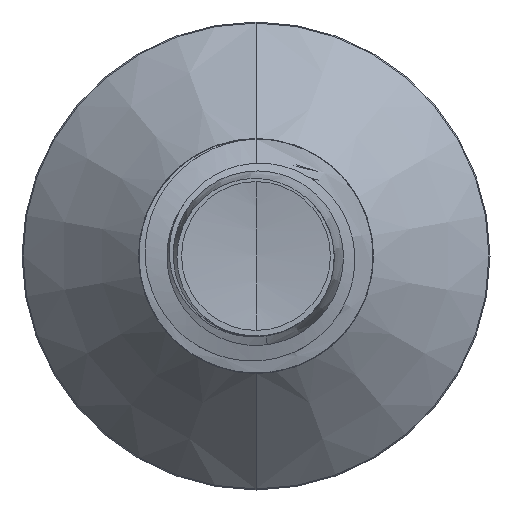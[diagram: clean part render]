
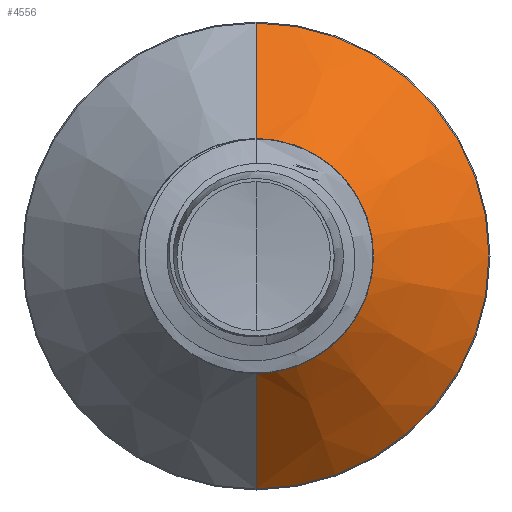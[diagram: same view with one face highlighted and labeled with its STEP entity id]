
A CAD part, front view. The second image highlights one B-rep face of the part: STEP entity #4556.
In plain terms, the highlighted conical face has half-angle 45 degrees and reference radius 1.256 mm.
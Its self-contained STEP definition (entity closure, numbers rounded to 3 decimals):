
#3087 = DIRECTION ( 'NONE',  ( 0., 0.707, -0.707 ) ) ;
#3481 = CARTESIAN_POINT ( 'NONE',  ( 0., 10.439, 2.489 ) ) ;
#4556 = ADVANCED_FACE ( 'NONE', ( #27531 ), #6327, .T. ) ;
#4937 = CARTESIAN_POINT ( 'NONE',  ( 0., 9.206, -1.256 ) ) ;
#5755 = CARTESIAN_POINT ( 'NONE',  ( 0., 9.206, -1.256 ) ) ;
#6327 = CONICAL_SURFACE ( 'NONE', #23603, 1.256, 0.785 ) ;
#6635 = CARTESIAN_POINT ( 'NONE',  ( 0., 9.206, 1.256 ) ) ;
#8369 = DIRECTION ( 'NONE',  ( 0., 1., 0. ) ) ;
#9384 = EDGE_CURVE ( 'NONE', #13287, #18240, #32282, .T. ) ;
#9840 = DIRECTION ( 'NONE',  ( 0., 0., 1. ) ) ;
#10364 = CARTESIAN_POINT ( 'NONE',  ( 0., 10.439, 0. ) ) ;
#12407 = DIRECTION ( 'NONE',  ( 0., 1., 0. ) ) ;
#12512 = ORIENTED_EDGE ( 'NONE', *, *, #28307, .F. ) ;
#12930 = DIRECTION ( 'NONE',  ( 0., 0., 1. ) ) ;
#13287 = VERTEX_POINT ( 'NONE', #6635 ) ;
#13971 = CARTESIAN_POINT ( 'NONE',  ( 0., 9.206, 1.256 ) ) ;
#14242 = VECTOR ( 'NONE', #31712, 1000. ) ;
#14695 = AXIS2_PLACEMENT_3D ( 'NONE', #10364, #28151, #12930 ) ;
#15182 = VERTEX_POINT ( 'NONE', #3481 ) ;
#18240 = VERTEX_POINT ( 'NONE', #4937 ) ;
#18726 = CARTESIAN_POINT ( 'NONE',  ( 0., 10.439, -2.489 ) ) ;
#19294 = ORIENTED_EDGE ( 'NONE', *, *, #30812, .T. ) ;
#19990 = CARTESIAN_POINT ( 'NONE',  ( 0., 9.206, 0. ) ) ;
#20590 = EDGE_LOOP ( 'NONE', ( #26052, #19294, #12512, #25274 ) ) ;
#22571 = CIRCLE ( 'NONE', #14695, 2.489 ) ;
#23603 = AXIS2_PLACEMENT_3D ( 'NONE', #19990, #12407, #9840 ) ;
#23683 = CARTESIAN_POINT ( 'NONE',  ( 0., 9.206, 0. ) ) ;
#24321 = EDGE_CURVE ( 'NONE', #13287, #15182, #33766, .T. ) ;
#25274 = ORIENTED_EDGE ( 'NONE', *, *, #24321, .F. ) ;
#26052 = ORIENTED_EDGE ( 'NONE', *, *, #9384, .T. ) ;
#26194 = DIRECTION ( 'NONE',  ( 0., 0., 1. ) ) ;
#26413 = VERTEX_POINT ( 'NONE', #18726 ) ;
#26485 = VECTOR ( 'NONE', #3087, 1000. ) ;
#27531 = FACE_OUTER_BOUND ( 'NONE', #20590, .T. ) ;
#28151 = DIRECTION ( 'NONE',  ( 0., 1., 0. ) ) ;
#28307 = EDGE_CURVE ( 'NONE', #15182, #26413, #22571, .T. ) ;
#28879 = AXIS2_PLACEMENT_3D ( 'NONE', #23683, #8369, #26194 ) ;
#30812 = EDGE_CURVE ( 'NONE', #18240, #26413, #33310, .T. ) ;
#31712 = DIRECTION ( 'NONE',  ( 0., 0.707, 0.707 ) ) ;
#32282 = CIRCLE ( 'NONE', #28879, 1.256 ) ;
#33310 = LINE ( 'NONE', #5755, #26485 ) ;
#33766 = LINE ( 'NONE', #13971, #14242 ) ;
